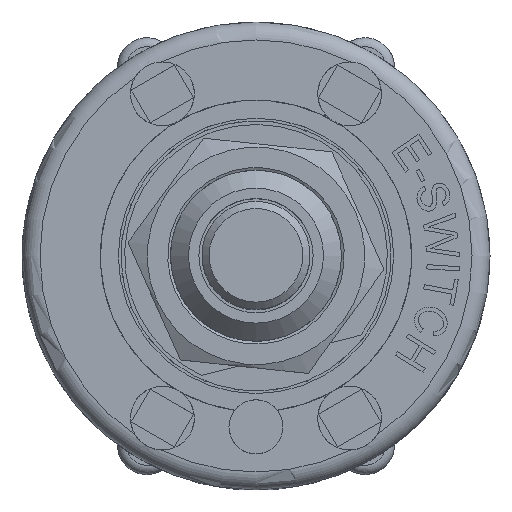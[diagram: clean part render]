
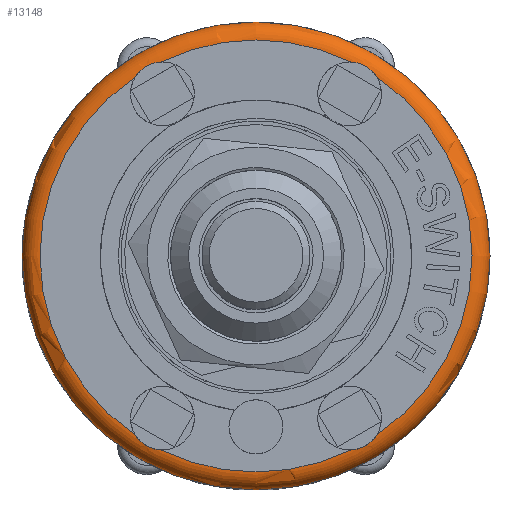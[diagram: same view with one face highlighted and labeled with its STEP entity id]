
A CAD part, top view. The second image highlights one B-rep face of the part: STEP entity #13148.
In plain terms, the highlighted toroidal (fillet/blend) face has major radius 12 mm and minor radius 1 mm.
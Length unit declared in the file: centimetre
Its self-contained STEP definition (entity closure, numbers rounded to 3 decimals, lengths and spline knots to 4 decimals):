
#26=TOROIDAL_SURFACE('',#13810,1.2,0.1);
#651=B_SPLINE_CURVE_WITH_KNOTS('',3,(#22699,#22700,#22701,#22702,#22703,
#22704,#22705,#22706,#22707,#22708,#22709,#22710),.UNSPECIFIED.,.F.,.F.,
(4,2,2,2,2,4),(-0.2692,-0.2446,-0.216,
-0.1921,-0.1645,-0.1357),.UNSPECIFIED.);
#652=B_SPLINE_CURVE_WITH_KNOTS('',3,(#22722,#22723,#22724,#22725,#22726,
#22727,#22728,#22729,#22730,#22731,#22732,#22733),.UNSPECIFIED.,.F.,.F.,
(4,2,2,2,2,4),(-0.2692,-0.2446,-0.216,
-0.1921,-0.1645,-0.1357),.UNSPECIFIED.);
#653=B_SPLINE_CURVE_WITH_KNOTS('',3,(#22750,#22751,#22752,#22753,#22754,
#22755,#22756,#22757,#22758,#22759,#22760,#22761),.UNSPECIFIED.,.F.,.F.,
(4,2,2,2,2,4),(-0.2692,-0.2446,-0.216,
-0.1921,-0.1645,-0.1357),.UNSPECIFIED.);
#654=B_SPLINE_CURVE_WITH_KNOTS('',3,(#22783,#22784,#22785,#22786,#22787,
#22788,#22789,#22790,#22791,#22792,#22793,#22794),.UNSPECIFIED.,.F.,.F.,
(4,2,2,2,2,4),(-0.2692,-0.2446,-0.216,
-0.1921,-0.1645,-0.1357),.UNSPECIFIED.);
#1794=FACE_OUTER_BOUND('',#2575,.T.);
#2575=EDGE_LOOP('',(#12120,#12121,#12122,#12123,#12124,#12125,#12126,#12127,
#12128,#12129,#12130,#12131));
#5490=CIRCLE('',#13763,1.3);
#5517=CIRCLE('',#13811,0.1);
#5518=CIRCLE('',#13812,1.2);
#5519=CIRCLE('',#13813,1.2);
#5520=CIRCLE('',#13814,1.2);
#5521=CIRCLE('',#13815,1.2);
#5522=CIRCLE('',#13816,1.2);
#6724=VERTEX_POINT('',#22661);
#6732=VERTEX_POINT('',#22697);
#6733=VERTEX_POINT('',#22698);
#6736=VERTEX_POINT('',#22720);
#6737=VERTEX_POINT('',#22721);
#6742=VERTEX_POINT('',#22748);
#6743=VERTEX_POINT('',#22749);
#6750=VERTEX_POINT('',#22781);
#6751=VERTEX_POINT('',#22782);
#6754=VERTEX_POINT('',#22804);
#8558=EDGE_CURVE('',#6724,#6724,#5490,.T.);
#8576=EDGE_CURVE('',#6732,#6733,#651,.T.);
#8582=EDGE_CURVE('',#6736,#6737,#652,.T.);
#8590=EDGE_CURVE('',#6742,#6743,#653,.T.);
#8600=EDGE_CURVE('',#6750,#6751,#654,.T.);
#8606=EDGE_CURVE('',#6724,#6754,#5517,.T.);
#8607=EDGE_CURVE('',#6754,#6742,#5518,.T.);
#8608=EDGE_CURVE('',#6743,#6736,#5519,.T.);
#8609=EDGE_CURVE('',#6737,#6732,#5520,.T.);
#8610=EDGE_CURVE('',#6733,#6750,#5521,.T.);
#8611=EDGE_CURVE('',#6751,#6754,#5522,.T.);
#12120=ORIENTED_EDGE('',*,*,#8558,.T.);
#12121=ORIENTED_EDGE('',*,*,#8606,.T.);
#12122=ORIENTED_EDGE('',*,*,#8607,.T.);
#12123=ORIENTED_EDGE('',*,*,#8590,.T.);
#12124=ORIENTED_EDGE('',*,*,#8608,.T.);
#12125=ORIENTED_EDGE('',*,*,#8582,.T.);
#12126=ORIENTED_EDGE('',*,*,#8609,.T.);
#12127=ORIENTED_EDGE('',*,*,#8576,.T.);
#12128=ORIENTED_EDGE('',*,*,#8610,.T.);
#12129=ORIENTED_EDGE('',*,*,#8600,.T.);
#12130=ORIENTED_EDGE('',*,*,#8611,.T.);
#12131=ORIENTED_EDGE('',*,*,#8606,.F.);
#13148=ADVANCED_FACE('',(#1794),#26,.T.);
#13763=AXIS2_PLACEMENT_3D('',#22662,#16332,#16333);
#13810=AXIS2_PLACEMENT_3D('',#22803,#16443,#16444);
#13811=AXIS2_PLACEMENT_3D('',#22805,#16445,#16446);
#13812=AXIS2_PLACEMENT_3D('',#22806,#16447,#16448);
#13813=AXIS2_PLACEMENT_3D('',#22807,#16449,#16450);
#13814=AXIS2_PLACEMENT_3D('',#22808,#16451,#16452);
#13815=AXIS2_PLACEMENT_3D('',#22809,#16453,#16454);
#13816=AXIS2_PLACEMENT_3D('',#22810,#16455,#16456);
#16332=DIRECTION('center_axis',(0.,0.,1.));
#16333=DIRECTION('ref_axis',(-1.,0.,0.));
#16443=DIRECTION('center_axis',(0.,0.,-1.));
#16444=DIRECTION('ref_axis',(-1.,0.,0.));
#16445=DIRECTION('center_axis',(0.,-1.,0.));
#16446=DIRECTION('ref_axis',(1.,0.,0.));
#16447=DIRECTION('center_axis',(0.,0.,-1.));
#16448=DIRECTION('ref_axis',(-1.,0.,0.));
#16449=DIRECTION('center_axis',(0.,0.,-1.));
#16450=DIRECTION('ref_axis',(-1.,0.,0.));
#16451=DIRECTION('center_axis',(0.,0.,-1.));
#16452=DIRECTION('ref_axis',(-1.,0.,0.));
#16453=DIRECTION('center_axis',(0.,0.,-1.));
#16454=DIRECTION('ref_axis',(-1.,0.,0.));
#16455=DIRECTION('center_axis',(0.,0.,-1.));
#16456=DIRECTION('ref_axis',(-1.,0.,0.));
#22661=CARTESIAN_POINT('',(1.3,0.,0.95));
#22662=CARTESIAN_POINT('Origin',(0.,0.,0.95));
#22697=CARTESIAN_POINT('',(-0.67,0.9955,1.05));
#22698=CARTESIAN_POINT('',(-0.5271,1.078,1.05));
#22699=CARTESIAN_POINT('Ctrl Pts',(-0.67,0.9955,
1.05));
#22700=CARTESIAN_POINT('Ctrl Pts',(-0.6646,1.0041,
1.05));
#22701=CARTESIAN_POINT('Ctrl Pts',(-0.6583,1.0124,
1.0498));
#22702=CARTESIAN_POINT('Ctrl Pts',(-0.6428,1.0294,
1.0491));
#22703=CARTESIAN_POINT('Ctrl Pts',(-0.6335,1.0377,
1.0488));
#22704=CARTESIAN_POINT('Ctrl Pts',(-0.615,1.051,1.0484));
#22705=CARTESIAN_POINT('Ctrl Pts',(-0.6061,1.0563,
1.0484));
#22706=CARTESIAN_POINT('Ctrl Pts',(-0.5859,1.0659,1.0487));
#22707=CARTESIAN_POINT('Ctrl Pts',(-0.5747,1.07,1.049));
#22708=CARTESIAN_POINT('Ctrl Pts',(-0.551,1.0759,1.0497));
#22709=CARTESIAN_POINT('Ctrl Pts',(-0.539,1.0775,
1.05));
#22710=CARTESIAN_POINT('Ctrl Pts',(-0.5271,1.078,
1.05));
#22720=CARTESIAN_POINT('',(-0.5271,-1.078,1.05));
#22721=CARTESIAN_POINT('',(-0.67,-0.9955,1.05));
#22722=CARTESIAN_POINT('Ctrl Pts',(-0.5271,-1.078,
1.05));
#22723=CARTESIAN_POINT('Ctrl Pts',(-0.5373,-1.0776,
1.05));
#22724=CARTESIAN_POINT('Ctrl Pts',(-0.5476,-1.0763,
1.0498));
#22725=CARTESIAN_POINT('Ctrl Pts',(-0.5701,-1.0714,1.0491));
#22726=CARTESIAN_POINT('Ctrl Pts',(-0.5819,-1.0675,
1.0488));
#22727=CARTESIAN_POINT('Ctrl Pts',(-0.6027,-1.0581,
1.0484));
#22728=CARTESIAN_POINT('Ctrl Pts',(-0.6117,-1.053,
1.0484));
#22729=CARTESIAN_POINT('Ctrl Pts',(-0.6301,-1.0404,
1.0487));
#22730=CARTESIAN_POINT('Ctrl Pts',(-0.6393,-1.0327,
1.049));
#22731=CARTESIAN_POINT('Ctrl Pts',(-0.6562,-1.0151,
1.0497));
#22732=CARTESIAN_POINT('Ctrl Pts',(-0.6637,-1.0055,
1.05));
#22733=CARTESIAN_POINT('Ctrl Pts',(-0.67,-0.9955,
1.05));
#22748=CARTESIAN_POINT('',(0.67,-0.9955,1.05));
#22749=CARTESIAN_POINT('',(0.5271,-1.078,1.05));
#22750=CARTESIAN_POINT('Ctrl Pts',(0.67,-0.9955,
1.05));
#22751=CARTESIAN_POINT('Ctrl Pts',(0.6646,-1.0041,
1.05));
#22752=CARTESIAN_POINT('Ctrl Pts',(0.6583,-1.0124,
1.0498));
#22753=CARTESIAN_POINT('Ctrl Pts',(0.6428,-1.0294,
1.0491));
#22754=CARTESIAN_POINT('Ctrl Pts',(0.6335,-1.0377,
1.0488));
#22755=CARTESIAN_POINT('Ctrl Pts',(0.615,-1.051,
1.0484));
#22756=CARTESIAN_POINT('Ctrl Pts',(0.6061,-1.0563,
1.0484));
#22757=CARTESIAN_POINT('Ctrl Pts',(0.5859,-1.0659,1.0487));
#22758=CARTESIAN_POINT('Ctrl Pts',(0.5747,-1.07,1.049));
#22759=CARTESIAN_POINT('Ctrl Pts',(0.551,-1.0759,
1.0497));
#22760=CARTESIAN_POINT('Ctrl Pts',(0.539,-1.0775,
1.05));
#22761=CARTESIAN_POINT('Ctrl Pts',(0.5271,-1.078,
1.05));
#22781=CARTESIAN_POINT('',(0.5271,1.078,1.05));
#22782=CARTESIAN_POINT('',(0.67,0.9955,1.05));
#22783=CARTESIAN_POINT('Ctrl Pts',(0.5271,1.078,1.05));
#22784=CARTESIAN_POINT('Ctrl Pts',(0.5373,1.0776,1.05));
#22785=CARTESIAN_POINT('Ctrl Pts',(0.5476,1.0763,1.0498));
#22786=CARTESIAN_POINT('Ctrl Pts',(0.5701,1.0714,1.0491));
#22787=CARTESIAN_POINT('Ctrl Pts',(0.5819,1.0675,1.0488));
#22788=CARTESIAN_POINT('Ctrl Pts',(0.6027,1.0581,1.0484));
#22789=CARTESIAN_POINT('Ctrl Pts',(0.6117,1.053,1.0484));
#22790=CARTESIAN_POINT('Ctrl Pts',(0.6301,1.0404,1.0487));
#22791=CARTESIAN_POINT('Ctrl Pts',(0.6393,1.0327,1.049));
#22792=CARTESIAN_POINT('Ctrl Pts',(0.6562,1.0151,1.0497));
#22793=CARTESIAN_POINT('Ctrl Pts',(0.6637,1.0055,1.05));
#22794=CARTESIAN_POINT('Ctrl Pts',(0.67,0.9955,
1.05));
#22803=CARTESIAN_POINT('Origin',(0.,0.,0.95));
#22804=CARTESIAN_POINT('',(1.2,0.,1.05));
#22805=CARTESIAN_POINT('Origin',(1.2,0.,0.95));
#22806=CARTESIAN_POINT('Origin',(0.,0.,1.05));
#22807=CARTESIAN_POINT('Origin',(0.,0.,1.05));
#22808=CARTESIAN_POINT('Origin',(0.,0.,1.05));
#22809=CARTESIAN_POINT('Origin',(0.,0.,1.05));
#22810=CARTESIAN_POINT('Origin',(0.,0.,1.05));
